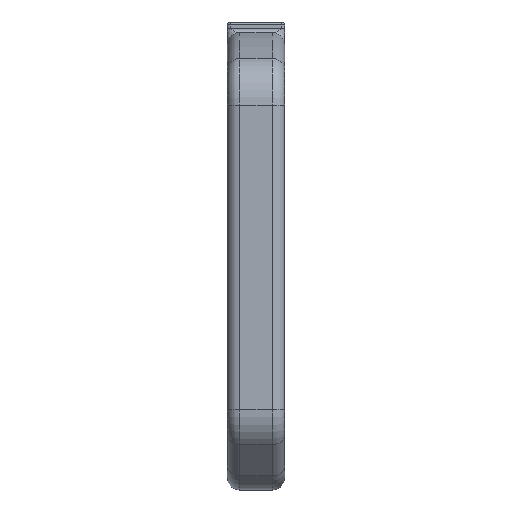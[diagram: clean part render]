
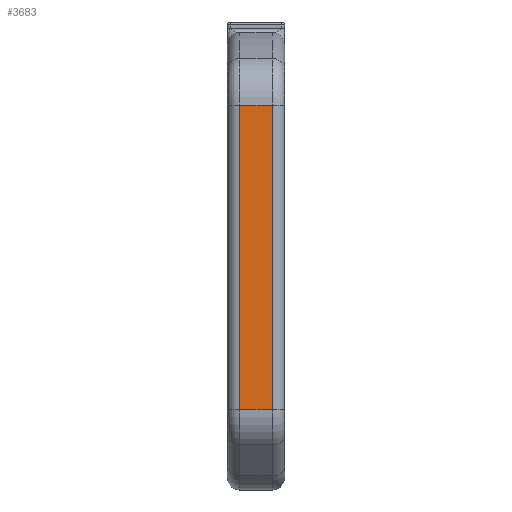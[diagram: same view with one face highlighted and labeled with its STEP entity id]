
A CAD part, left-side view. The second image highlights one B-rep face of the part: STEP entity #3683.
In plain terms, the highlighted planar face has unit normal (-1, 0, 0).
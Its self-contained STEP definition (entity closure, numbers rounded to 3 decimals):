
#168=PLANE('',#4179);
#368=FACE_OUTER_BOUND('',#593,.T.);
#593=EDGE_LOOP('',(#3232,#3233,#3234,#3235));
#841=LINE('',#7511,#1085);
#850=LINE('',#7566,#1094);
#853=LINE('',#7578,#1097);
#854=LINE('',#7580,#1098);
#1085=VECTOR('',#5261,10.);
#1094=VECTOR('',#5338,10.);
#1097=VECTOR('',#5357,10.);
#1098=VECTOR('',#5360,10.);
#1705=VERTEX_POINT('',#7501);
#1707=VERTEX_POINT('',#7507);
#1719=VERTEX_POINT('',#7560);
#1720=VERTEX_POINT('',#7564);
#2217=EDGE_CURVE('',#1705,#1707,#841,.T.);
#2246=EDGE_CURVE('',#1720,#1719,#850,.T.);
#2252=EDGE_CURVE('',#1707,#1720,#853,.T.);
#2253=EDGE_CURVE('',#1719,#1705,#854,.T.);
#3232=ORIENTED_EDGE('',*,*,#2246,.F.);
#3233=ORIENTED_EDGE('',*,*,#2252,.F.);
#3234=ORIENTED_EDGE('',*,*,#2217,.F.);
#3235=ORIENTED_EDGE('',*,*,#2253,.F.);
#3683=ADVANCED_FACE('',(#368),#168,.T.);
#4179=AXIS2_PLACEMENT_3D('',#7579,#5358,#5359);
#5261=DIRECTION('',(0.,0.,1.));
#5338=DIRECTION('',(0.,0.,-1.));
#5357=DIRECTION('',(0.,-1.,0.));
#5358=DIRECTION('center_axis',(-1.,0.,0.));
#5359=DIRECTION('ref_axis',(0.,0.,1.));
#5360=DIRECTION('',(0.,1.,0.));
#7501=CARTESIAN_POINT('',(-50.65,11.,11.657));
#7507=CARTESIAN_POINT('',(-50.65,11.,86.335));
#7511=CARTESIAN_POINT('',(-50.65,11.,28.018));
#7560=CARTESIAN_POINT('',(-50.65,3.,11.657));
#7564=CARTESIAN_POINT('',(-50.65,3.,86.335));
#7566=CARTESIAN_POINT('',(-50.65,3.,28.018));
#7578=CARTESIAN_POINT('',(-50.65,0.,86.335));
#7579=CARTESIAN_POINT('Origin',(-50.65,0.,6.686));
#7580=CARTESIAN_POINT('',(-50.65,0.,11.657));
